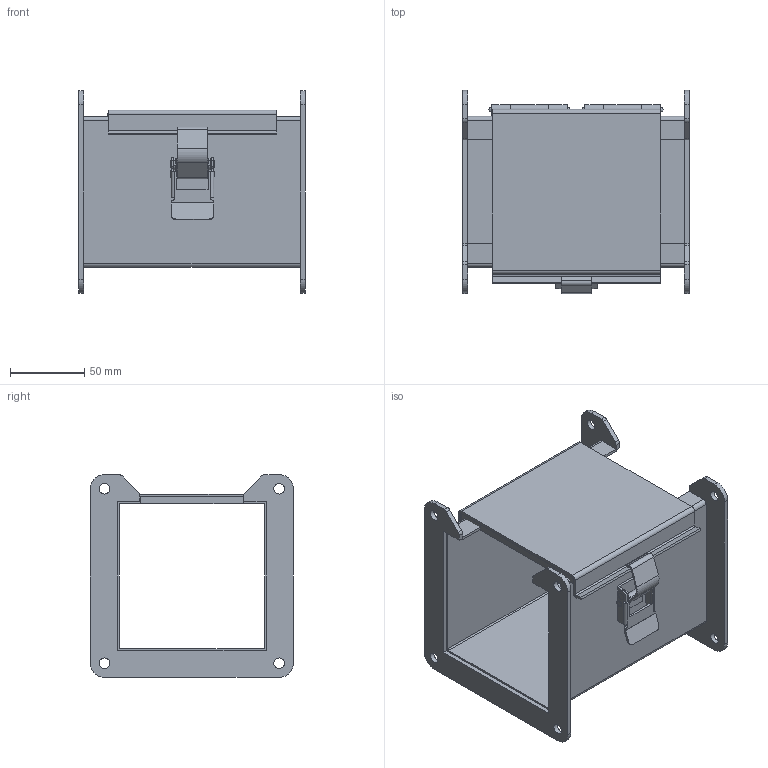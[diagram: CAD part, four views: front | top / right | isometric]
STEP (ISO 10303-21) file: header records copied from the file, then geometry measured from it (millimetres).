
FILE_DESCRIPTION (( 'STEP AP203' ), '1' );
FILE_NAME ('1485C6.step', '2020-11-19T14:31:48', ( 'ADC123' ), ( 'Microsoft' ), 'SwSTEP 2.0', 'SolidWorks 2019', '' );
FILE_SCHEMA (( 'CONFIG_CONTROL_DESIGN' ));
Length unit declared in the file: inch
Products named in the file (1): 1485C6
Bounding box: 152.4 x 136.71 x 136.53 mm (x, y, z)
Volume: 209132.6 mm3; surface area: 201803.6 mm2
Topology: 17 solids, 17 shells, 296 faces, 776 edges, 512 vertices
Faces by surface type: plane 188, cylinder 104, bspline 4
Full cylindrical faces by diameter (mm): 3.175 x3, 3.302 x2, 3.969 x2, 4.166 x2, 4.763 x3, 7.137 x8
Entity records: 9111 total; most frequent: CARTESIAN_POINT 1647, DIRECTION 1540, ORIENTED_EDGE 1494, EDGE_CURVE 747, VECTOR 528, LINE 528, VERTEX_POINT 511, AXIS2_PLACEMENT_3D 506
